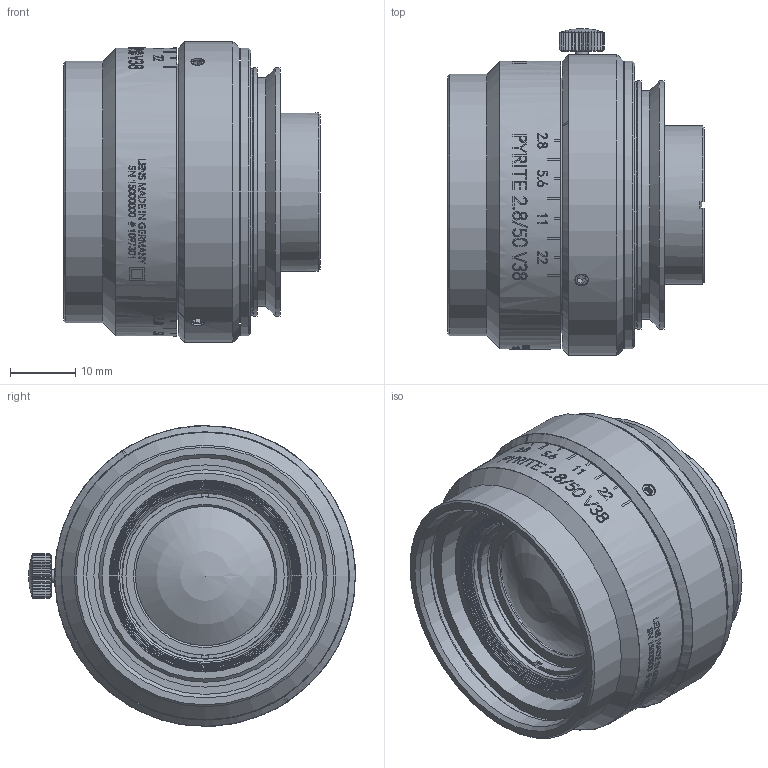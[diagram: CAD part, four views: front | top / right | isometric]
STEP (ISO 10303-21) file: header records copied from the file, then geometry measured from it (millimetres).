
FILE_DESCRIPTION(/* description */ (''),/* implementation_level */ '2;1');
FILE_NAME(/* name */ '1097301_00155131_002.stp',/* time_stamp */ '2021-11-09T09:36:42+01:00',/* author */ (''),/* organization */ (''),/* preprocessor_version */ 'ST-DEVELOPER v16',/* originating_system */ 'SIEMENS PLM Software NX 10.0',/* authorisation */ '');
FILE_SCHEMA (('AP203_CONFIGURATION_CONTROLLED_3D_DESIGN_OF_MECHANICAL_PARTS_AND_ASSEMBLIES_MIM_LF { 1 0 10303 403 2 1 2}'));
Length unit declared in the file: millimetre
Products named in the file (1): Froe55243C83aklf
Bounding box: 39.28 x 50 x 46 mm (x, y, z)
Volume: 40622.3 mm3; surface area: 14610.9 mm2
Topology: 1 solids, 7 shells, 425 faces, 1431 edges, 1167 vertices
Faces by surface type: cylinder 185, plane 179, cone 49, torus 9, sphere 3
Full cylindrical faces by diameter (mm): 1.7 x3, 1.9 x3, 2 x1, 2.05 x3, 2.7 x3, 19.5 x1, 21.2 x1, 21.3 x1, 22 x1, 22.3 x1, 23.2 x1, 23.383 x1, 24.2 x2, 25 x1, 25.3 x1, 25.46 x1, 26 x1, 26.2 x1, 32.5 x1, 33 x1, 34 x1, 35 x1, 36.2 x1, 37.3 x1, 38 x2, 39 x1, 39.5 x1, 40 x1, 44 x2, 44.05 x1
Entity records: 17849 total; most frequent: CARTESIAN_POINT 6740, ORIENTED_EDGE 2575, DIRECTION 1574, EDGE_CURVE 1309, VERTEX_POINT 1143, B_SPLINE_CURVE_WITH_KNOTS 784, EDGE_LOOP 681, AXIS2_PLACEMENT_3D 661
